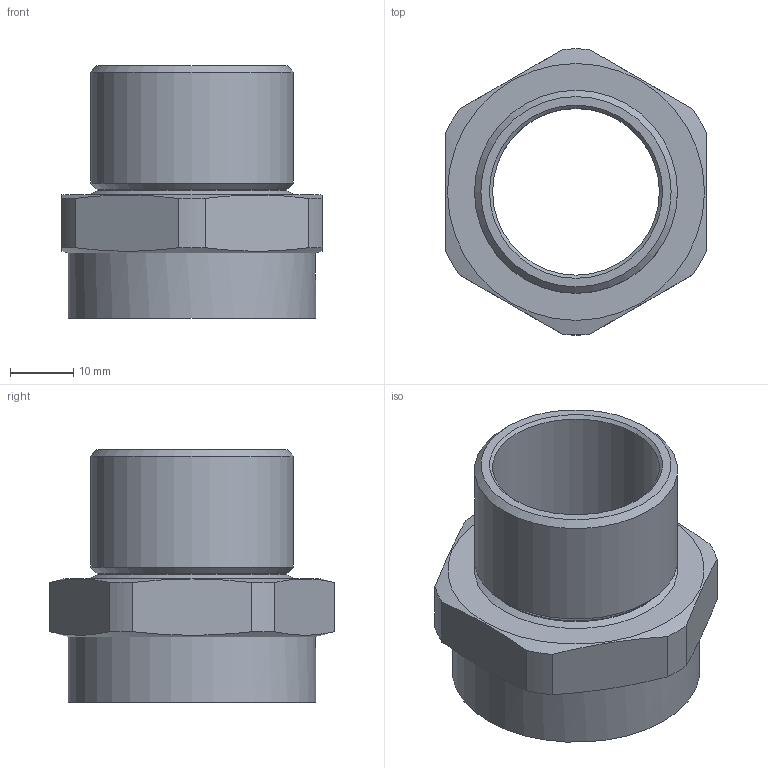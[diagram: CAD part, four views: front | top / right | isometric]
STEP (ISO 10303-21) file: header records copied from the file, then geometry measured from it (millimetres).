
FILE_DESCRIPTION (( 'STEP AP203' ), '1' );
FILE_NAME ('737DM4M420LOE.STEP', '2019-08-16T09:34:26', ( '' ), ( '' ), 'SwSTEP 2.0', 'SolidWorks 2017', '' );
FILE_SCHEMA (( 'CONFIG_CONTROL_DESIGN' ));
Length unit declared in the file: millimetre
Products named in the file (1): 737DM4M420LOE
Bounding box: 41 x 45.08 x 39.8 mm (x, y, z)
Volume: 16625.7 mm3; surface area: 9831.1 mm2
Topology: 1 solids, 1 shells, 31 faces, 74 edges, 47 vertices
Faces by surface type: cylinder 12, plane 10, cone 9
Full cylindrical faces by diameter (mm): 26.3 x1, 29.95 x1, 30.68 x1, 32 x2, 39 x1
Entity records: 939 total; most frequent: CARTESIAN_POINT 228, DIRECTION 136, ORIENTED_EDGE 108, AXIS2_PLACEMENT_3D 62, EDGE_CURVE 54, EDGE_LOOP 50, VERTEX_POINT 42, FACE_OUTER_BOUND 37
